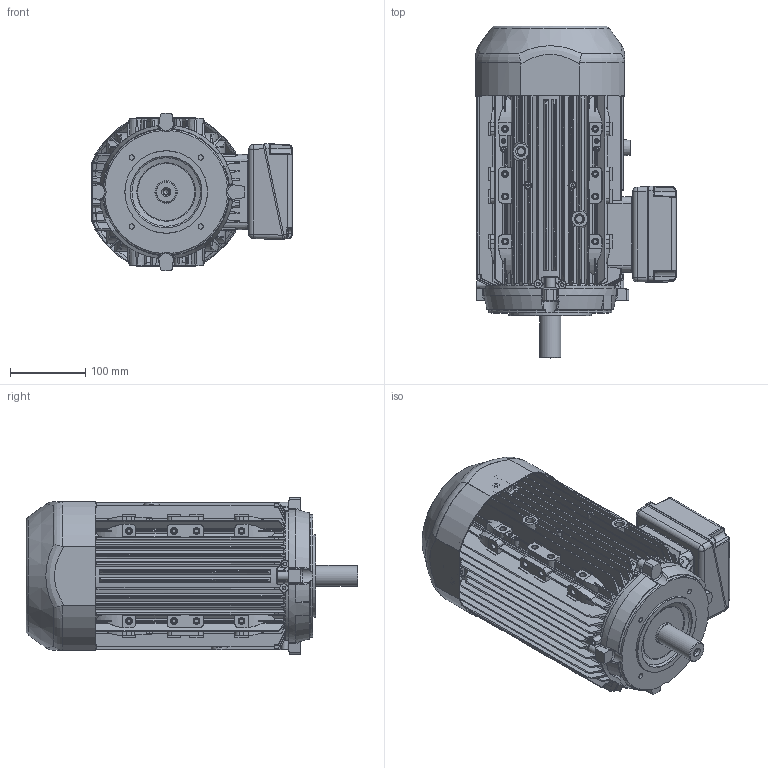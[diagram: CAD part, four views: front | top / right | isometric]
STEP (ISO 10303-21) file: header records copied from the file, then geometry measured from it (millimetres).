
FILE_DESCRIPTION( ( 'Unknown' ), '1' );
FILE_NAME( '3D DA100LF B14 DTD IC411.stp', 'Unknown', ( 'Unknown' ), ( 'Unknown' ), 'PSStep 17.0.49', 'Unknown', ' ' );
FILE_SCHEMA( ( 'AUTOMOTIVE_DESIGN { 1 0 10303 214 1 1 1 1 }' ) );
Length unit declared in the file: millimetre
Products named in the file (1): 1
Bounding box: 266.9 x 442.05 x 209.57 mm (x, y, z)
Volume: 2402944.8 mm3; surface area: 1138044.4 mm2
Topology: 1 solids, 6 shells, 3440 faces, 9165 edges, 5819 vertices
Faces by surface type: plane 1298, cylinder 953, cone 590, bspline 280, torus 191, offset 98, sphere 20, extrusion 10
Full cylindrical faces by diameter (mm): 4 x4, 4.4 x4, 5 x13, 5.5 x5, 5.8 x5, 6 x5, 6.2 x15, 6.5 x1, 6.6 x4, 6.8 x1, 6.885 x4, 7 x4, 8 x1, 8.4 x1, 10 x2, 11 x4, 12 x2, 28 x1, 29.875 x2, 41.9 x1, 45 x1, 52 x2, 54.9 x1, 55 x1, 55.825 x1, 61.905 x1, 95.15 x1, 110.1 x1, 164.77 x1, 170.975 x1
Entity records: 183917 total; most frequent: CARTESIAN_POINT 76591, ORIENTED_EDGE 17370, DIRECTION 15444, EDGE_CURVE 8685, AXIS2_PLACEMENT_3D 6084, VERTEX_POINT 5707, EDGE_LOOP 3943, FACE_OUTER_BOUND 3546
